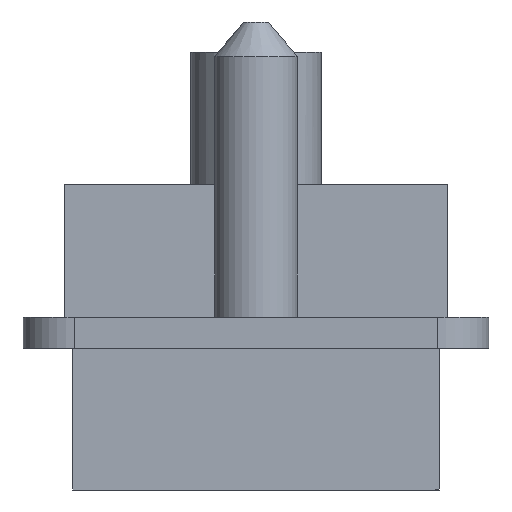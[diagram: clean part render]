
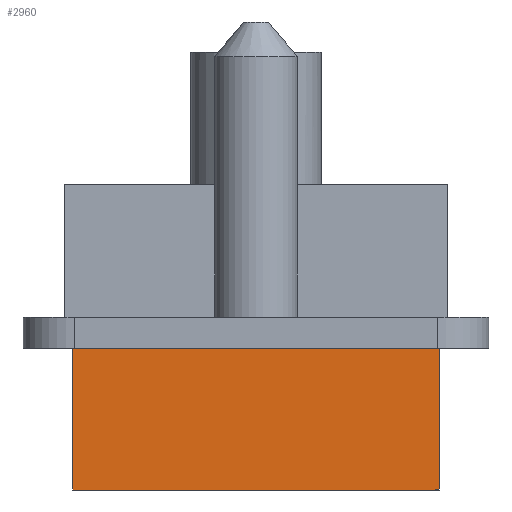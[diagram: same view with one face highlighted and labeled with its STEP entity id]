
A CAD part, left-side view. The second image highlights one B-rep face of the part: STEP entity #2960.
In plain terms, the highlighted planar face has unit normal (-1, 0, 0).
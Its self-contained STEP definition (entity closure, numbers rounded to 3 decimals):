
#2477=FACE_OUTER_BOUND('',#4240,.T.);
#2960=ADVANCED_FACE('',(#2477),#3465,.T.);
#3465=PLANE('',#12861);
#4240=EDGE_LOOP('',(#5398,#5399,#5400,#5401));
#5398=ORIENTED_EDGE('',*,*,#8990,.F.);
#5399=ORIENTED_EDGE('',*,*,#8891,.T.);
#5400=ORIENTED_EDGE('',*,*,#8890,.T.);
#5401=ORIENTED_EDGE('',*,*,#8991,.T.);
#7842=VERTEX_POINT('',#16400);
#7843=VERTEX_POINT('',#16402);
#7844=VERTEX_POINT('',#16406);
#7942=VERTEX_POINT('',#16781);
#8890=EDGE_CURVE('',#7842,#7843,#10291,.T.);
#8891=EDGE_CURVE('',#7844,#7842,#10292,.T.);
#8990=EDGE_CURVE('',#7844,#7942,#10332,.T.);
#8991=EDGE_CURVE('',#7843,#7942,#10333,.T.);
#10291=LINE('',#16403,#11505);
#10292=LINE('',#16405,#11506);
#10332=LINE('',#16780,#11546);
#10333=LINE('',#16782,#11547);
#11505=VECTOR('',#13889,1.);
#11506=VECTOR('',#13892,1.);
#11546=VECTOR('',#13934,1.);
#11547=VECTOR('',#13935,1.);
#12861=AXIS2_PLACEMENT_3D('',#16783,#13936,#13937);
#13889=DIRECTION('',(0.,-1.,0.));
#13892=DIRECTION('',(0.,0.,-1.));
#13934=DIRECTION('',(0.,-1.,0.));
#13935=DIRECTION('',(0.,0.,1.));
#13936=DIRECTION('',(-1.,0.,0.));
#13937=DIRECTION('',(0.,1.,0.));
#16400=CARTESIAN_POINT('',(-46.6,17.7,-13.7));
#16402=CARTESIAN_POINT('',(-46.6,-17.7,-13.7));
#16403=CARTESIAN_POINT('',(-46.6,16.2,-13.7));
#16405=CARTESIAN_POINT('',(-46.6,17.7,0.));
#16406=CARTESIAN_POINT('',(-46.6,17.7,0.));
#16780=CARTESIAN_POINT('',(-46.6,16.2,0.));
#16781=CARTESIAN_POINT('',(-46.6,-17.7,0.));
#16782=CARTESIAN_POINT('',(-46.6,-17.7,0.));
#16783=CARTESIAN_POINT('',(-46.6,-16.2,0.));
